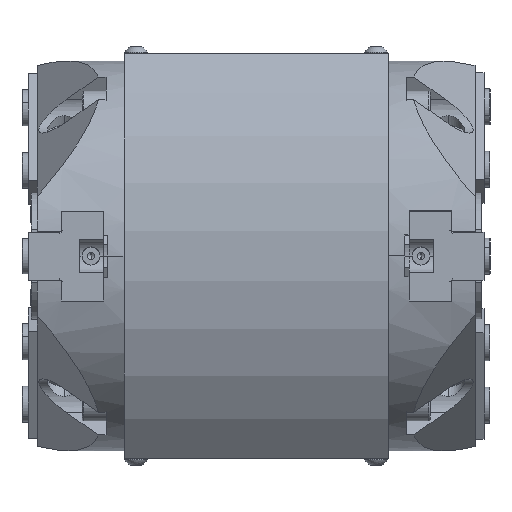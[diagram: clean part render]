
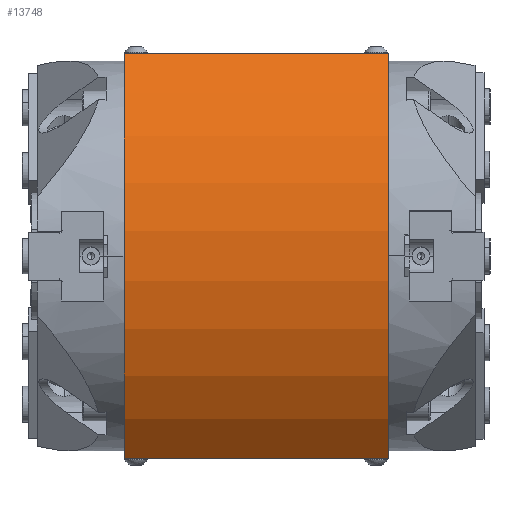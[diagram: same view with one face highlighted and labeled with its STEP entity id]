
A CAD part, left-side view. The second image highlights one B-rep face of the part: STEP entity #13748.
In plain terms, the highlighted cylindrical face has radius 100 mm (diameter 200 mm), a partial arc.
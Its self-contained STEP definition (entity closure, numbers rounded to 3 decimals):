
#1466 = CARTESIAN_POINT ( 'NONE',  ( -38.782, 44., -67.5 ) ) ;
#1708 = DIRECTION ( 'NONE',  ( 0., -1., 0. ) ) ;
#3031 = EDGE_CURVE ( 'NONE', #4198, #4371, #13837, .T. ) ;
#3474 = EDGE_CURVE ( 'NONE', #4198, #4217, #15245, .T. ) ;
#3489 = EDGE_CURVE ( 'NONE', #4217, #3983, #15263, .T. ) ;
#3983 = VERTEX_POINT ( 'NONE', #21483 ) ;
#4198 = VERTEX_POINT ( 'NONE', #21648 ) ;
#4217 = VERTEX_POINT ( 'NONE', #21598 ) ;
#4371 = VERTEX_POINT ( 'NONE', #21591 ) ;
#9322 = ORIENTED_EDGE ( 'NONE', *, *, #3031, .T. ) ;
#9351 = ORIENTED_EDGE ( 'NONE', *, *, #3489, .F. ) ;
#9363 = ORIENTED_EDGE ( 'NONE', *, *, #3474, .F. ) ;
#9397 = ORIENTED_EDGE ( 'NONE', *, *, #15153, .T. ) ;
#9778 = AXIS2_PLACEMENT_3D ( 'NONE', #16190, #16581, #16184 ) ;
#12017 = DIRECTION ( 'NONE',  ( 0., -1., 0. ) ) ;
#12020 = DIRECTION ( 'NONE',  ( 0., 0., -1. ) ) ;
#12026 = CARTESIAN_POINT ( 'NONE',  ( 35., 44., 0. ) ) ;
#12515 = CARTESIAN_POINT ( 'NONE',  ( 35., -44., 0. ) ) ;
#12516 = DIRECTION ( 'NONE',  ( 0., 1., 0. ) ) ;
#12517 = DIRECTION ( 'NONE',  ( 0., 0., 1. ) ) ;
#13748 = ADVANCED_FACE ( 'NONE', ( #18099 ), #18097, .T. ) ;
#13832 = VECTOR ( 'NONE', #1708, 1000. ) ;
#13837 = LINE ( 'NONE', #1466, #13832 ) ;
#15001 = AXIS2_PLACEMENT_3D ( 'NONE', #12026, #12017, #12020 ) ;
#15153 = EDGE_CURVE ( 'NONE', #4371, #3983, #18316, .T. ) ;
#15245 = CIRCLE ( 'NONE', #9778, 100. ) ;
#15263 = LINE ( 'NONE', #15990, #15266 ) ;
#15266 = VECTOR ( 'NONE', #16236, 1000. ) ;
#15990 = CARTESIAN_POINT ( 'NONE',  ( -38.782, 44., 67.5 ) ) ;
#16184 = DIRECTION ( 'NONE',  ( 0., 0., 1. ) ) ;
#16190 = CARTESIAN_POINT ( 'NONE',  ( 35., 44., 0. ) ) ;
#16236 = DIRECTION ( 'NONE',  ( 0., -1., 0. ) ) ;
#16581 = DIRECTION ( 'NONE',  ( 0., 1., 0. ) ) ;
#18097 = CYLINDRICAL_SURFACE ( 'NONE', #15001, 100. ) ;
#18099 = FACE_OUTER_BOUND ( 'NONE', #22102, .T. ) ;
#18316 = CIRCLE ( 'NONE', #22433, 100. ) ;
#21483 = CARTESIAN_POINT ( 'NONE',  ( -38.782, -44., 67.5 ) ) ;
#21591 = CARTESIAN_POINT ( 'NONE',  ( -38.782, -44., -67.5 ) ) ;
#21598 = CARTESIAN_POINT ( 'NONE',  ( -38.782, 44., 67.5 ) ) ;
#21648 = CARTESIAN_POINT ( 'NONE',  ( -38.782, 44., -67.5 ) ) ;
#22102 = EDGE_LOOP ( 'NONE', ( #9322, #9397, #9351, #9363 ) ) ;
#22433 = AXIS2_PLACEMENT_3D ( 'NONE', #12515, #12516, #12517 ) ;
